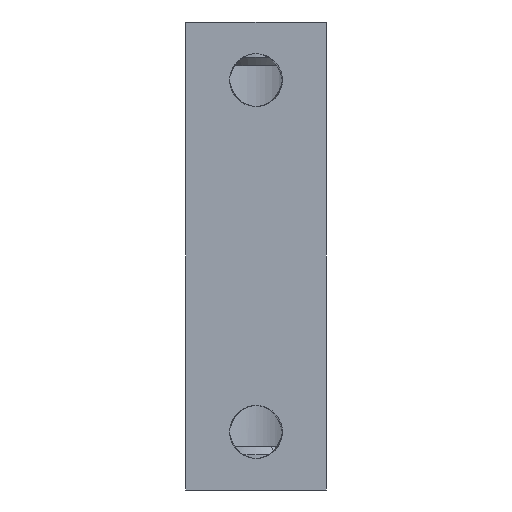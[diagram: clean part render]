
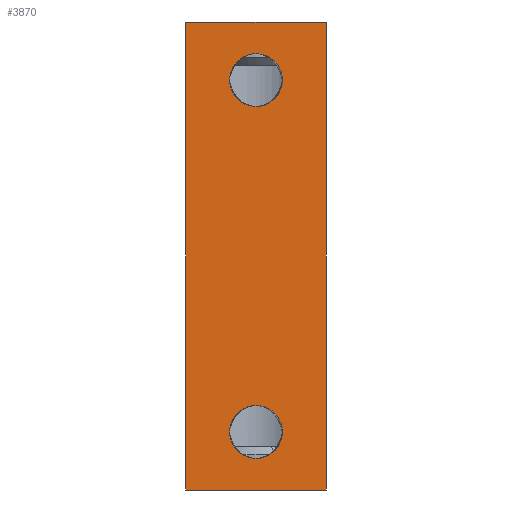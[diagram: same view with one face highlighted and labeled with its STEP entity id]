
A CAD part, left-side view. The second image highlights one B-rep face of the part: STEP entity #3870.
In plain terms, the highlighted free-form (B-spline) face has degree [1, 1] with [2, 2] control points.
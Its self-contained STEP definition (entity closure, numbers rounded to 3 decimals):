
#2705=CARTESIAN_POINT('',(0.,-1.5,9.987));
#2706=VERTEX_POINT('',#2705);
#2712=CARTESIAN_POINT('',(0.0,0.,11.5));
#2713=VERTEX_POINT('',#2712);
#2714=CARTESIAN_POINT('',(0.,-1.5,9.987));
#2715=CARTESIAN_POINT('',(0.0,-1.5,9.993));
#2716=CARTESIAN_POINT('',(0.0,-1.5,10.0));
#2717=CARTESIAN_POINT('',(0.0,-1.5,11.5));
#2718=CARTESIAN_POINT('',(0.0,0.,11.5));
#2726=(BOUNDED_CURVE()B_SPLINE_CURVE(2,(#2714,#2715,#2716,#2717,#2718),.UNSPECIFIED.,.F.,.U.)B_SPLINE_CURVE_WITH_KNOTS((3,2,3),(0.248,0.25,0.5),.UNSPECIFIED.)CURVE()GEOMETRIC_REPRESENTATION_ITEM()RATIONAL_B_SPLINE_CURVE((0.996,0.998,1.0,0.707,1.0))REPRESENTATION_ITEM(''));
#2727=EDGE_CURVE('',#2706,#2713,#2726,.T.);
#2729=CARTESIAN_POINT('',(0.,1.488,10.186));
#2730=VERTEX_POINT('',#2729);
#2731=CARTESIAN_POINT('',(0.0,0.,11.5));
#2732=CARTESIAN_POINT('',(0.0,1.324,11.5));
#2733=CARTESIAN_POINT('',(0.,1.488,10.186));
#2741=(BOUNDED_CURVE()B_SPLINE_CURVE(2,(#2731,#2732,#2733),.UNSPECIFIED.,.F.,.U.)B_SPLINE_CURVE_WITH_KNOTS((3,3),(0.5,0.729),.UNSPECIFIED.)CURVE()GEOMETRIC_REPRESENTATION_ITEM()RATIONAL_B_SPLINE_CURVE((1.0,0.732,0.954))REPRESENTATION_ITEM(''));
#2742=EDGE_CURVE('',#2713,#2730,#2741,.T.);
#2809=CARTESIAN_POINT('',(0.0,0.,8.5));
#2810=VERTEX_POINT('',#2809);
#2811=CARTESIAN_POINT('',(0.,1.488,10.186));
#2812=CARTESIAN_POINT('',(0.0,1.5,10.093));
#2813=CARTESIAN_POINT('',(0.0,1.5,10.0));
#2814=CARTESIAN_POINT('',(0.0,1.5,8.5));
#2815=CARTESIAN_POINT('',(0.0,0.,8.5));
#2823=(BOUNDED_CURVE()B_SPLINE_CURVE(2,(#2811,#2812,#2813,#2814,#2815),.UNSPECIFIED.,.F.,.U.)B_SPLINE_CURVE_WITH_KNOTS((3,2,3),(0.729,0.75,1.0),.UNSPECIFIED.)CURVE()GEOMETRIC_REPRESENTATION_ITEM()RATIONAL_B_SPLINE_CURVE((0.954,0.975,1.0,0.707,1.0))REPRESENTATION_ITEM(''));
#2824=EDGE_CURVE('',#2730,#2810,#2823,.T.);
#2826=CARTESIAN_POINT('',(0.0,0.,8.5));
#2827=CARTESIAN_POINT('',(0.0,-1.487,8.5));
#2828=CARTESIAN_POINT('',(0.,-1.5,9.987));
#2836=(BOUNDED_CURVE()B_SPLINE_CURVE(2,(#2826,#2827,#2828),.UNSPECIFIED.,.F.,.U.)B_SPLINE_CURVE_WITH_KNOTS((3,3),(0.0,0.248),.UNSPECIFIED.)CURVE()GEOMETRIC_REPRESENTATION_ITEM()RATIONAL_B_SPLINE_CURVE((1.0,0.709,0.996))REPRESENTATION_ITEM(''));
#2837=EDGE_CURVE('',#2810,#2706,#2836,.T.);
#2957=CARTESIAN_POINT('',(0.,-1.5,-10.013));
#2958=VERTEX_POINT('',#2957);
#2964=CARTESIAN_POINT('',(0.0,0.,-8.5));
#2965=VERTEX_POINT('',#2964);
#2966=CARTESIAN_POINT('',(0.,-1.5,-10.013));
#2967=CARTESIAN_POINT('',(0.0,-1.5,-10.007));
#2968=CARTESIAN_POINT('',(0.0,-1.5,-10.0));
#2969=CARTESIAN_POINT('',(0.0,-1.5,-8.5));
#2970=CARTESIAN_POINT('',(0.0,0.,-8.5));
#2978=(BOUNDED_CURVE()B_SPLINE_CURVE(2,(#2966,#2967,#2968,#2969,#2970),.UNSPECIFIED.,.F.,.U.)B_SPLINE_CURVE_WITH_KNOTS((3,2,3),(0.248,0.25,0.5),.UNSPECIFIED.)CURVE()GEOMETRIC_REPRESENTATION_ITEM()RATIONAL_B_SPLINE_CURVE((0.996,0.998,1.0,0.707,1.0))REPRESENTATION_ITEM(''));
#2979=EDGE_CURVE('',#2958,#2965,#2978,.T.);
#2981=CARTESIAN_POINT('',(0.,1.488,-9.814));
#2982=VERTEX_POINT('',#2981);
#2983=CARTESIAN_POINT('',(0.0,0.,-8.5));
#2984=CARTESIAN_POINT('',(0.0,1.324,-8.5));
#2985=CARTESIAN_POINT('',(0.,1.488,-9.814));
#2993=(BOUNDED_CURVE()B_SPLINE_CURVE(2,(#2983,#2984,#2985),.UNSPECIFIED.,.F.,.U.)B_SPLINE_CURVE_WITH_KNOTS((3,3),(0.5,0.729),.UNSPECIFIED.)CURVE()GEOMETRIC_REPRESENTATION_ITEM()RATIONAL_B_SPLINE_CURVE((1.0,0.732,0.954))REPRESENTATION_ITEM(''));
#2994=EDGE_CURVE('',#2965,#2982,#2993,.T.);
#3061=CARTESIAN_POINT('',(0.0,0.,-11.5));
#3062=VERTEX_POINT('',#3061);
#3063=CARTESIAN_POINT('',(0.,1.488,-9.814));
#3064=CARTESIAN_POINT('',(0.0,1.5,-9.907));
#3065=CARTESIAN_POINT('',(0.0,1.5,-10.0));
#3066=CARTESIAN_POINT('',(0.0,1.5,-11.5));
#3067=CARTESIAN_POINT('',(0.0,0.,-11.5));
#3075=(BOUNDED_CURVE()B_SPLINE_CURVE(2,(#3063,#3064,#3065,#3066,#3067),.UNSPECIFIED.,.F.,.U.)B_SPLINE_CURVE_WITH_KNOTS((3,2,3),(0.729,0.75,1.0),.UNSPECIFIED.)CURVE()GEOMETRIC_REPRESENTATION_ITEM()RATIONAL_B_SPLINE_CURVE((0.954,0.975,1.0,0.707,1.0))REPRESENTATION_ITEM(''));
#3076=EDGE_CURVE('',#2982,#3062,#3075,.T.);
#3078=CARTESIAN_POINT('',(0.0,0.,-11.5));
#3079=CARTESIAN_POINT('',(0.0,-1.487,-11.5));
#3080=CARTESIAN_POINT('',(0.,-1.5,-10.013));
#3088=(BOUNDED_CURVE()B_SPLINE_CURVE(2,(#3078,#3079,#3080),.UNSPECIFIED.,.F.,.U.)B_SPLINE_CURVE_WITH_KNOTS((3,3),(0.0,0.248),.UNSPECIFIED.)CURVE()GEOMETRIC_REPRESENTATION_ITEM()RATIONAL_B_SPLINE_CURVE((1.0,0.709,0.996))REPRESENTATION_ITEM(''));
#3089=EDGE_CURVE('',#3062,#2958,#3088,.T.);
#3661=CARTESIAN_POINT('',(0.,4.,13.3));
#3662=VERTEX_POINT('',#3661);
#3668=CARTESIAN_POINT('',(0.,-4.0,13.3));
#3669=VERTEX_POINT('',#3668);
#3670=CARTESIAN_POINT('',(0.,4.,13.3));
#3671=CARTESIAN_POINT('',(0.,-4.0,13.3));
#3672=QUASI_UNIFORM_CURVE('',1,(#3670,#3671),.UNSPECIFIED.,.F.,.U.);
#3673=EDGE_CURVE('',#3662,#3669,#3672,.T.);
#3713=CARTESIAN_POINT('',(0.,-4.0,-13.3));
#3714=VERTEX_POINT('',#3713);
#3720=CARTESIAN_POINT('',(0.,4.,-13.3));
#3721=VERTEX_POINT('',#3720);
#3722=CARTESIAN_POINT('',(0.,4.,-13.3));
#3723=CARTESIAN_POINT('',(0.,-4.0,-13.3));
#3724=QUASI_UNIFORM_CURVE('',1,(#3722,#3723),.UNSPECIFIED.,.F.,.U.);
#3725=EDGE_CURVE('',#3721,#3714,#3724,.T.);
#3753=CARTESIAN_POINT('',(0.,-4.0,-13.3));
#3754=CARTESIAN_POINT('',(0.,-4.0,13.3));
#3755=QUASI_UNIFORM_CURVE('',1,(#3753,#3754),.UNSPECIFIED.,.F.,.U.);
#3756=EDGE_CURVE('',#3714,#3669,#3755,.T.);
#3783=CARTESIAN_POINT('',(0.,4.,-13.3));
#3784=CARTESIAN_POINT('',(0.,4.,13.3));
#3785=QUASI_UNIFORM_CURVE('',1,(#3783,#3784),.UNSPECIFIED.,.F.,.U.);
#3786=EDGE_CURVE('',#3721,#3662,#3785,.T.);
#3847=CARTESIAN_POINT('',(0.,4.4,-14.629));
#3848=CARTESIAN_POINT('',(0.,-4.4,-14.629));
#3849=CARTESIAN_POINT('',(0.,4.4,14.629));
#3850=CARTESIAN_POINT('',(0.,-4.4,14.629));
#3851=B_SPLINE_SURFACE_WITH_KNOTS('',1,1,((#3847,#3849),(#3848,#3850)),.UNSPECIFIED.,.F.,.F.,.U.,(2,2),(2,2),(0.0,8.799),(0.0,29.257),.UNSPECIFIED.);
#3852=ORIENTED_EDGE('',*,*,#3673,.F.);
#3853=ORIENTED_EDGE('',*,*,#3786,.F.);
#3854=ORIENTED_EDGE('',*,*,#3725,.T.);
#3855=ORIENTED_EDGE('',*,*,#3756,.T.);
#3856=EDGE_LOOP('',(#3852,#3853,#3854,#3855));
#3857=FACE_OUTER_BOUND('',#3856,.T.);
#3858=ORIENTED_EDGE('',*,*,#3089,.F.);
#3859=ORIENTED_EDGE('',*,*,#3076,.F.);
#3860=ORIENTED_EDGE('',*,*,#2994,.F.);
#3861=ORIENTED_EDGE('',*,*,#2979,.F.);
#3862=EDGE_LOOP('',(#3858,#3859,#3860,#3861));
#3863=FACE_BOUND('',#3862,.T.);
#3864=ORIENTED_EDGE('',*,*,#2837,.F.);
#3865=ORIENTED_EDGE('',*,*,#2824,.F.);
#3866=ORIENTED_EDGE('',*,*,#2742,.F.);
#3867=ORIENTED_EDGE('',*,*,#2727,.F.);
#3868=EDGE_LOOP('',(#3864,#3865,#3866,#3867));
#3869=FACE_BOUND('',#3868,.T.);
#3870=ADVANCED_FACE('',(#3857,#3863,#3869),#3851,.T.);
